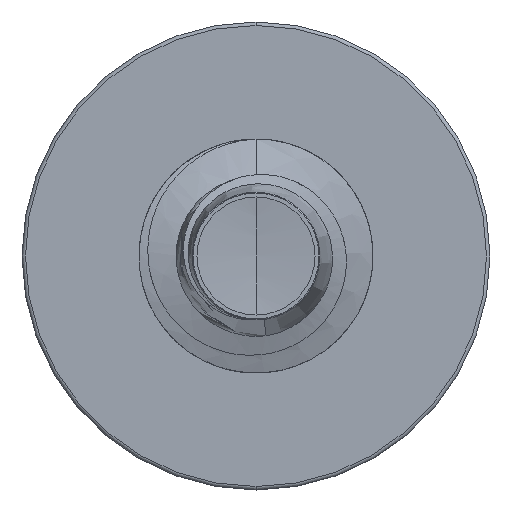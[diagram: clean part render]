
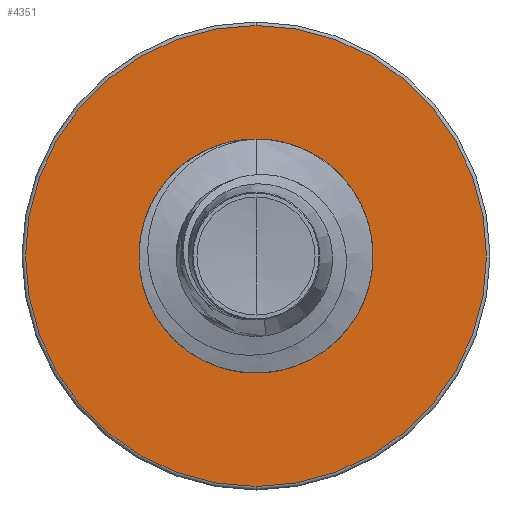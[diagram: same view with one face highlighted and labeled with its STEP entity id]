
A CAD part, front view. The second image highlights one B-rep face of the part: STEP entity #4351.
In plain terms, the highlighted planar face has unit normal (0, -1, 0).
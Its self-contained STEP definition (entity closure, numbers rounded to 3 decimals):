
#1761 = DIRECTION ( 'NONE',  ( 0., 1., 0. ) ) ;
#3278 = CIRCLE ( 'NONE', #7961, 3.94 ) ;
#3715 = CARTESIAN_POINT ( 'NONE',  ( 0., 16., 0. ) ) ;
#3836 = FACE_BOUND ( 'NONE', #16688, .T. ) ;
#4351 = ADVANCED_FACE ( 'NONE', ( #8859, #3836 ), #24047, .F. ) ;
#4556 = EDGE_CURVE ( 'NONE', #9513, #12572, #3278, .T. ) ;
#4668 = ORIENTED_EDGE ( 'NONE', *, *, #21129, .T. ) ;
#4794 = EDGE_CURVE ( 'NONE', #12572, #9513, #23355, .T. ) ;
#5283 = CARTESIAN_POINT ( 'NONE',  ( 0., 16., 0. ) ) ;
#5604 = DIRECTION ( 'NONE',  ( 0., 0., 1. ) ) ;
#6924 = ORIENTED_EDGE ( 'NONE', *, *, #4556, .F. ) ;
#7113 = VERTEX_POINT ( 'NONE', #24266 ) ;
#7184 = DIRECTION ( 'NONE',  ( 0., 0., 1. ) ) ;
#7203 = AXIS2_PLACEMENT_3D ( 'NONE', #3715, #16954, #5604 ) ;
#7355 = ORIENTED_EDGE ( 'NONE', *, *, #17818, .T. ) ;
#7961 = AXIS2_PLACEMENT_3D ( 'NONE', #13013, #1761, #14944 ) ;
#8859 = FACE_OUTER_BOUND ( 'NONE', #10807, .T. ) ;
#9212 = AXIS2_PLACEMENT_3D ( 'NONE', #18458, #22250, #10908 ) ;
#9513 = VERTEX_POINT ( 'NONE', #18488 ) ;
#10807 = EDGE_LOOP ( 'NONE', ( #6924, #11142 ) ) ;
#10908 = DIRECTION ( 'NONE',  ( 0., 0., 1. ) ) ;
#11142 = ORIENTED_EDGE ( 'NONE', *, *, #4794, .F. ) ;
#11206 = CARTESIAN_POINT ( 'NONE',  ( 0., 16., 0. ) ) ;
#11737 = AXIS2_PLACEMENT_3D ( 'NONE', #11206, #24423, #13098 ) ;
#12572 = VERTEX_POINT ( 'NONE', #23290 ) ;
#13013 = CARTESIAN_POINT ( 'NONE',  ( 0., 16., 0. ) ) ;
#13098 = DIRECTION ( 'NONE',  ( 0., 0., 1. ) ) ;
#14944 = DIRECTION ( 'NONE',  ( 0., 0., 1. ) ) ;
#15924 = VERTEX_POINT ( 'NONE', #21396 ) ;
#16688 = EDGE_LOOP ( 'NONE', ( #4668, #7355 ) ) ;
#16954 = DIRECTION ( 'NONE',  ( 0., 1., 0. ) ) ;
#17818 = EDGE_CURVE ( 'NONE', #7113, #15924, #22710, .T. ) ;
#18458 = CARTESIAN_POINT ( 'NONE',  ( 0., 16., -1.789 ) ) ;
#18488 = CARTESIAN_POINT ( 'NONE',  ( 0., 16., 3.94 ) ) ;
#18530 = DIRECTION ( 'NONE',  ( 0., 1., 0. ) ) ;
#21129 = EDGE_CURVE ( 'NONE', #15924, #7113, #22998, .T. ) ;
#21396 = CARTESIAN_POINT ( 'NONE',  ( 0., 16., 1.789 ) ) ;
#22250 = DIRECTION ( 'NONE',  ( 0., 1., 0. ) ) ;
#22710 = CIRCLE ( 'NONE', #23350, 1.789 ) ;
#22998 = CIRCLE ( 'NONE', #7203, 1.789 ) ;
#23290 = CARTESIAN_POINT ( 'NONE',  ( 0., 16., -3.94 ) ) ;
#23350 = AXIS2_PLACEMENT_3D ( 'NONE', #5283, #18530, #7184 ) ;
#23355 = CIRCLE ( 'NONE', #11737, 3.94 ) ;
#24047 = PLANE ( 'NONE',  #9212 ) ;
#24266 = CARTESIAN_POINT ( 'NONE',  ( 0., 16., -1.789 ) ) ;
#24423 = DIRECTION ( 'NONE',  ( 0., 1., 0. ) ) ;
